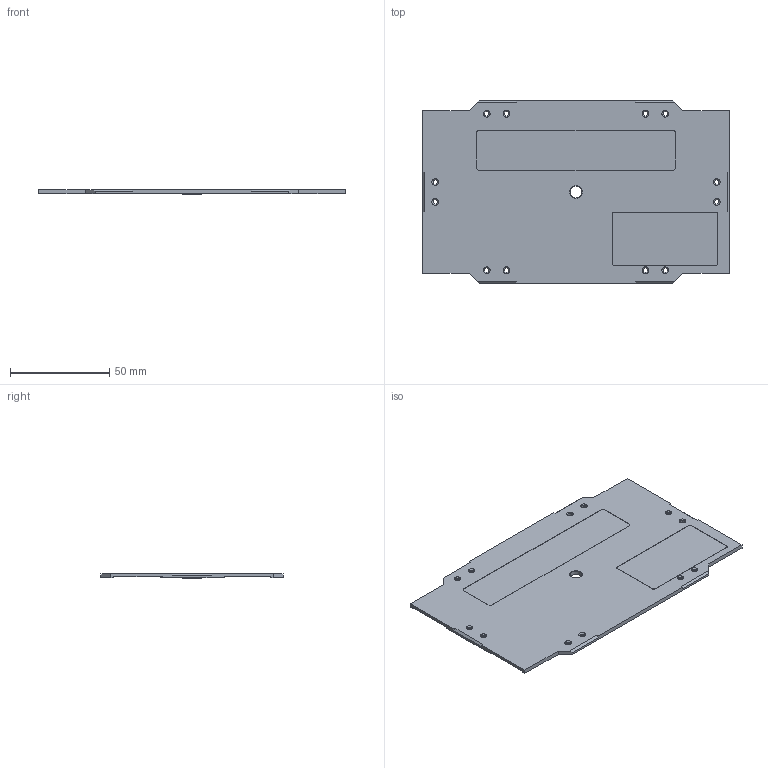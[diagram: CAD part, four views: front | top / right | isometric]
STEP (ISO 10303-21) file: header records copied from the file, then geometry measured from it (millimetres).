
FILE_DESCRIPTION(/* description */ (''),/* implementation_level */ '2;1');
FILE_NAME(/* name */ 'Deckel - ENG-016180.stp',/* time_stamp */ '2016-10-21T10:31:51+02:00',/* author */ ('Eichinger'),/* organization */ (''),/* preprocessor_version */ 'ST-DEVELOPER v16.5',/* originating_system */ 'Autodesk Inventor 2017',/* authorisation */ '');
FILE_SCHEMA (('AUTOMOTIVE_DESIGN { 1 0 10303 214 3 1 1 }'));
Length unit declared in the file: millimetre
Products named in the file (1): Kopie von ENG-015729
Bounding box: 154.7 x 92 x 2.2 mm (x, y, z)
Volume: 20057 mm3; surface area: 28621.9 mm2
Topology: 1 solids, 1 shells, 94 faces, 255 edges, 166 vertices
Faces by surface type: plane 59, cylinder 22, cone 13
Full cylindrical faces by diameter (mm): 2.4 x12, 5.9 x1, 10 x1
Entity records: 2878 total; most frequent: CARTESIAN_POINT 487, DIRECTION 474, ORIENTED_EDGE 454, EDGE_CURVE 227, LINE 170, VECTOR 170, VERTEX_POINT 165, AXIS2_PLACEMENT_3D 152
